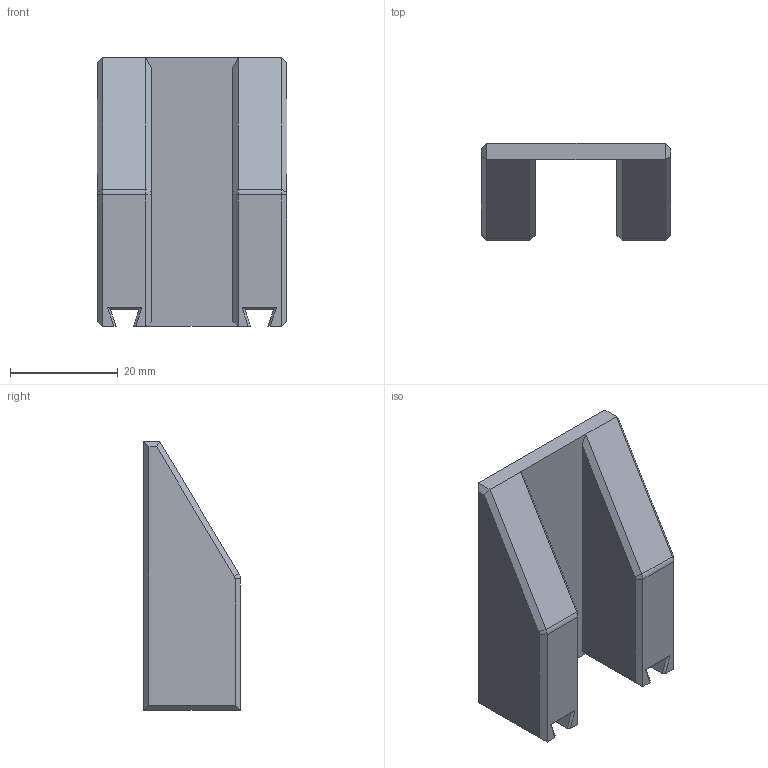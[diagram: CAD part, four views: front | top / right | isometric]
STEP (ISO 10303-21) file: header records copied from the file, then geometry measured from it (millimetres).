
FILE_DESCRIPTION (( 'STEP AP203' ), '1' );
FILE_NAME ('階輸.ST', '2024-09-25T11:58:44', ( '' ), ( '' ), 'SwSTEP 2.0', 'SolidWorks 2022', '' );
FILE_SCHEMA (( 'CONFIG_CONTROL_DESIGN' ));
Length unit declared in the file: millimetre
Products named in the file (1): ｶ･ｿ饑ｨｦ_｡ｧ|
Bounding box: 35.2 x 18 x 50 mm (x, y, z)
Volume: 15861.5 mm3; surface area: 6680 mm2
Topology: 1 solids, 1 shells, 54 faces, 128 edges, 76 vertices
Faces by surface type: plane 48, cone 4, cylinder 2
Entity records: 1573 total; most frequent: CARTESIAN_POINT 259, ORIENTED_EDGE 256, DIRECTION 246, EDGE_CURVE 128, LINE 120, VECTOR 120, VERTEX_POINT 76, AXIS2_PLACEMENT_3D 63
